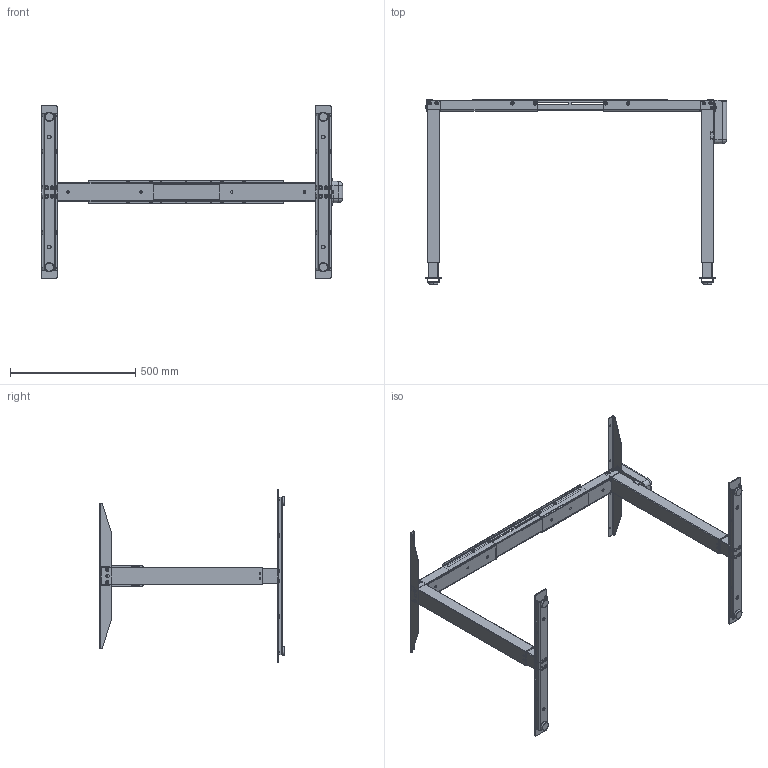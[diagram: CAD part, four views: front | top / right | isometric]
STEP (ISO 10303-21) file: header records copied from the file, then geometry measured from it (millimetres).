
FILE_DESCRIPTION (( 'STEP AP203' ), '1' );
FILE_NAME ('5501xxx_Solo M 2.0 Flex 2b 2D.STEP', '2018-11-08T09:02:27', ( '' ), ( '' ), 'SwSTEP 2.0', 'SolidWorks 2015', '' );
FILE_SCHEMA (( 'CONFIG_CONTROL_DESIGN' ));
Length unit declared in the file: millimetre
Products named in the file (1): 5501xxx_Solo M 2.0 Flex 2b 2D
Bounding box: 1204.4 x 741 x 690 mm (x, y, z)
Surface area: 1435454.6 mm2 (no closed solid volume)
Topology: 0 solids, 154 shells, 893 faces, 3326 edges, 2500 vertices
Faces by surface type: plane 384, cylinder 317, torus 72, cone 62, bspline 56, sphere 2
Entity records: 38863 total; most frequent: CARTESIAN_POINT 11649, DIRECTION 5724, ORIENTED_EDGE 4749, EDGE_CURVE 3310, VERTEX_POINT 2500, AXIS2_PLACEMENT_3D 2074, LINE 1576, VECTOR 1576
